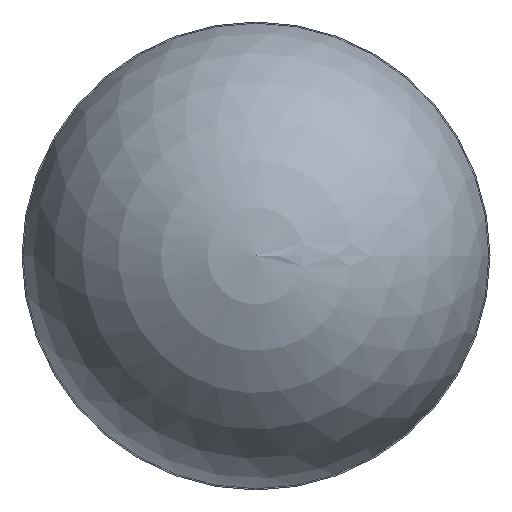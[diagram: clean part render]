
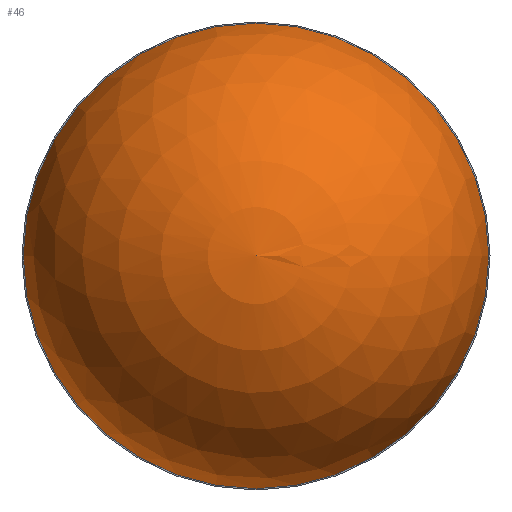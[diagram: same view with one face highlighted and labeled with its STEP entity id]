
A CAD part, top view. The second image highlights one B-rep face of the part: STEP entity #46.
In plain terms, the highlighted spherical face has radius 9.5 mm.
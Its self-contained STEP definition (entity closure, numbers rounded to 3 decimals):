
#46 = ADVANCED_FACE( '', ( #95 ), #96, .T. );
#95 = FACE_OUTER_BOUND( '', #141, .T. );
#96 = SPHERICAL_SURFACE( '', #142, 9.5 );
#141 = EDGE_LOOP( '', ( #193 ) );
#142 = AXIS2_PLACEMENT_3D( '', #194, #195, #196 );
#193 = ORIENTED_EDGE( '', *, *, #223, .F. );
#194 = CARTESIAN_POINT( '', ( 0., 0., 8.5 ) );
#195 = DIRECTION( '', ( 0., 0., 1. ) );
#196 = DIRECTION( '', ( 1., 0., 0. ) );
#223 = EDGE_CURVE( '', #248, #248, #249, .F. );
#248 = VERTEX_POINT( '', #276 );
#249 = CIRCLE( '', #277, 9.448 );
#276 = CARTESIAN_POINT( '', ( 9.448, 0., 9.497 ) );
#277 = AXIS2_PLACEMENT_3D( '', #306, #307, #308 );
#306 = CARTESIAN_POINT( '', ( 0., 0., 9.497 ) );
#307 = DIRECTION( '', ( 0., 0., 1. ) );
#308 = DIRECTION( '', ( 1., 0., 0. ) );
